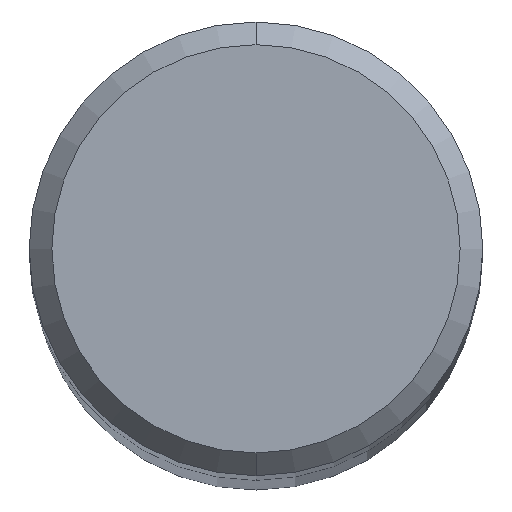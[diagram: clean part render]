
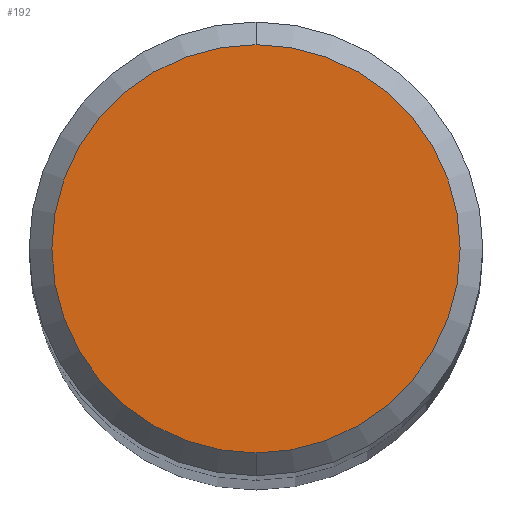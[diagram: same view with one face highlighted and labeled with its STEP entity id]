
A CAD part, top view. The second image highlights one B-rep face of the part: STEP entity #192.
In plain terms, the highlighted planar face has unit normal (0, 0, 1).
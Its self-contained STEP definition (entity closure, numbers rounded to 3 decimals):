
#146=EDGE_CURVE('',#156,#150,#297,.T.);
#150=VERTEX_POINT('',#301);
#156=VERTEX_POINT('',#308);
#192=ADVANCED_FACE('',(#350),#351,.T.);
#218=EDGE_CURVE('',#150,#156,#380,.T.);
#297=CIRCLE('',#465,4.5);
#301=CARTESIAN_POINT('',(0.,-4.5,0.0));
#308=CARTESIAN_POINT('',(0.0,4.5,0.0));
#350=FACE_OUTER_BOUND('',#530,.T.);
#351=PLANE('',#531);
#380=CIRCLE('',#571,4.5);
#465=AXIS2_PLACEMENT_3D('',#645,#646,#647);
#530=EDGE_LOOP('',(#721,#722));
#531=AXIS2_PLACEMENT_3D('',#723,#724,#725);
#571=AXIS2_PLACEMENT_3D('',#752,#753,#754);
#645=CARTESIAN_POINT('',(0.0,0.0,0.0));
#646=DIRECTION('',(0.0,0.0,-1.0));
#647=DIRECTION('',(0.0,1.0,0.0));
#721=ORIENTED_EDGE('',*,*,#146,.F.);
#722=ORIENTED_EDGE('',*,*,#218,.F.);
#723=CARTESIAN_POINT('',(0.0,2.25,0.0));
#724=DIRECTION('',(-0.0,0.0,1.0));
#725=DIRECTION('',(0.0,-1.0,0.0));
#752=CARTESIAN_POINT('',(0.0,0.0,0.0));
#753=DIRECTION('',(0.0,0.0,-1.0));
#754=DIRECTION('',(0.0,1.0,0.0));
